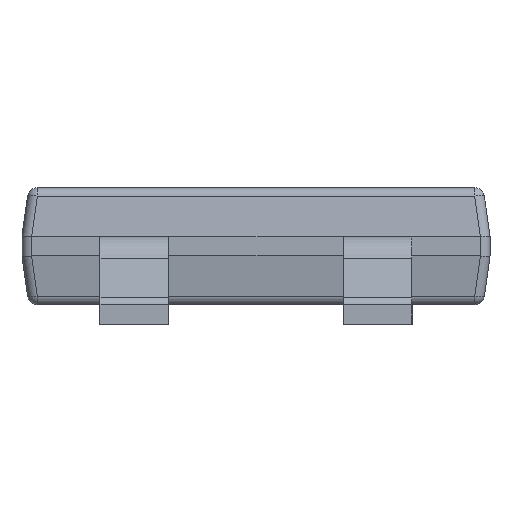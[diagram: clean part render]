
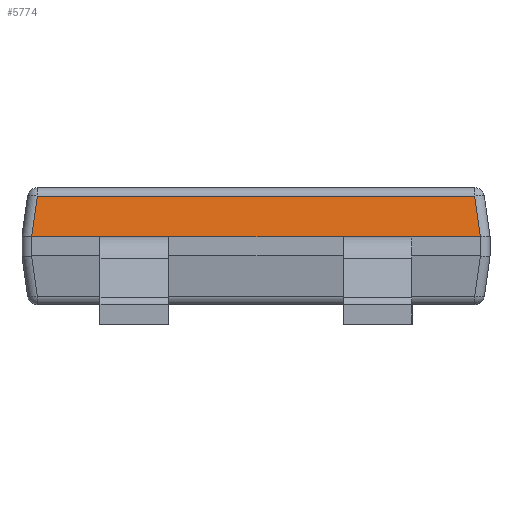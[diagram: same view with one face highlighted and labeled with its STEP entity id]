
A CAD part, left-side view. The second image highlights one B-rep face of the part: STEP entity #5774.
In plain terms, the highlighted planar face has unit normal (-0.99, 0, 0.139).
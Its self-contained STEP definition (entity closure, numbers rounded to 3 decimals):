
#542 = EDGE_CURVE ( 'NONE', #5064, #10860, #8434, .T. ) ;
#1572 = VERTEX_POINT ( 'NONE', #8289 ) ;
#2201 = VECTOR ( 'NONE', #7598, 1000. ) ;
#2369 = CARTESIAN_POINT ( 'NONE',  ( -1.787, -2.188, 1.702 ) ) ;
#2386 = CARTESIAN_POINT ( 'NONE',  ( -1.9, 2.301, 0.9 ) ) ;
#2546 = LINE ( 'NONE', #2369, #2201 ) ;
#2985 = FACE_OUTER_BOUND ( 'NONE', #4813, .T. ) ;
#3253 = DIRECTION ( 'NONE',  ( 0., 1., 0. ) ) ;
#3457 = PLANE ( 'NONE',  #11225 ) ;
#3540 = CARTESIAN_POINT ( 'NONE',  ( -1.83, 0., 1.4 ) ) ;
#4379 = CARTESIAN_POINT ( 'NONE',  ( -1.9, 2.3, 0.9 ) ) ;
#4813 = EDGE_LOOP ( 'NONE', ( #14027, #13664, #8517, #10693, #9976, #10588 ) ) ;
#4848 = VECTOR ( 'NONE', #3253, 1000. ) ;
#5064 = VERTEX_POINT ( 'NONE', #7494 ) ;
#5459 = VECTOR ( 'NONE', #12223, 1000. ) ;
#5523 = DIRECTION ( 'NONE',  ( 0., 1., 0. ) ) ;
#5603 = DIRECTION ( 'NONE',  ( -0.99, 0., 0.139 ) ) ;
#5774 = ADVANCED_FACE ( 'NONE', ( #2985 ), #3457, .T. ) ;
#7020 = EDGE_CURVE ( 'NONE', #16170, #12664, #2546, .T. ) ;
#7201 = LINE ( 'NONE', #8455, #4848 ) ;
#7494 = CARTESIAN_POINT ( 'NONE',  ( -1.9, -2.3, 0.9 ) ) ;
#7523 = EDGE_CURVE ( 'NONE', #1572, #14994, #8467, .T. ) ;
#7598 = DIRECTION ( 'NONE',  ( 0.138, 0.138, 0.981 ) ) ;
#7760 = CARTESIAN_POINT ( 'NONE',  ( -1.842, -2.243, 1.314 ) ) ;
#8289 = CARTESIAN_POINT ( 'NONE',  ( -1.842, 2.243, 1.314 ) ) ;
#8434 = LINE ( 'NONE', #10465, #9743 ) ;
#8455 = CARTESIAN_POINT ( 'NONE',  ( -1.842, 0., 1.314 ) ) ;
#8467 = LINE ( 'NONE', #16216, #5459 ) ;
#8493 = EDGE_CURVE ( 'NONE', #14994, #10860, #14624, .T. ) ;
#8517 = ORIENTED_EDGE ( 'NONE', *, *, #7020, .T. ) ;
#8708 = CARTESIAN_POINT ( 'NONE',  ( -1.9, 2.3, 0.9 ) ) ;
#8732 = CARTESIAN_POINT ( 'NONE',  ( -1.9, 2.301, 0.9 ) ) ;
#8748 = CARTESIAN_POINT ( 'NONE',  ( -1.9, -2.3, 0.9 ) ) ;
#8873 = CARTESIAN_POINT ( 'NONE',  ( -1.9, 2.3, 0.9 ) ) ;
#9113 = EDGE_CURVE ( 'NONE', #5064, #16170, #9712, .T. ) ;
#9712 =( BOUNDED_CURVE ( )  B_SPLINE_CURVE ( 3, ( #8748, #13849, #9905, #12582 ),
 .UNSPECIFIED., .F., .T. ) 
 B_SPLINE_CURVE_WITH_KNOTS ( ( 4, 4 ),
 ( 0., 0.01 ),
 .UNSPECIFIED. ) 
 CURVE ( )  GEOMETRIC_REPRESENTATION_ITEM ( )  RATIONAL_B_SPLINE_CURVE ( ( 1., 1., 1., 1. ) ) 
 REPRESENTATION_ITEM ( '' )  );
#9743 = VECTOR ( 'NONE', #9773, 1000. ) ;
#9773 = DIRECTION ( 'NONE',  ( 0., 1., 0. ) ) ;
#9905 = CARTESIAN_POINT ( 'NONE',  ( -1.9, -2.301, 0.9 ) ) ;
#9976 = ORIENTED_EDGE ( 'NONE', *, *, #7523, .T. ) ;
#10033 = CARTESIAN_POINT ( 'NONE',  ( -1.9, 2.301, 0.9 ) ) ;
#10465 = CARTESIAN_POINT ( 'NONE',  ( -1.9, 2.4, 0.9 ) ) ;
#10588 = ORIENTED_EDGE ( 'NONE', *, *, #8493, .T. ) ;
#10685 = EDGE_CURVE ( 'NONE', #12664, #1572, #7201, .T. ) ;
#10693 = ORIENTED_EDGE ( 'NONE', *, *, #10685, .T. ) ;
#10860 = VERTEX_POINT ( 'NONE', #4379 ) ;
#11197 = CARTESIAN_POINT ( 'NONE',  ( -1.9, -2.301, 0.9 ) ) ;
#11225 = AXIS2_PLACEMENT_3D ( 'NONE', #3540, #5603, #5523 ) ;
#12223 = DIRECTION ( 'NONE',  ( -0.138, 0.138, -0.981 ) ) ;
#12582 = CARTESIAN_POINT ( 'NONE',  ( -1.9, -2.301, 0.9 ) ) ;
#12664 = VERTEX_POINT ( 'NONE', #7760 ) ;
#13664 = ORIENTED_EDGE ( 'NONE', *, *, #9113, .T. ) ;
#13849 = CARTESIAN_POINT ( 'NONE',  ( -1.9, -2.3, 0.9 ) ) ;
#14027 = ORIENTED_EDGE ( 'NONE', *, *, #542, .F. ) ;
#14624 =( BOUNDED_CURVE ( )  B_SPLINE_CURVE ( 3, ( #2386, #10033, #8708, #8873 ),
 .UNSPECIFIED., .F., .F. ) 
 B_SPLINE_CURVE_WITH_KNOTS ( ( 4, 4 ),
 ( 6.274, 6.283 ),
 .UNSPECIFIED. ) 
 CURVE ( )  GEOMETRIC_REPRESENTATION_ITEM ( )  RATIONAL_B_SPLINE_CURVE ( ( 1., 1., 1., 1. ) ) 
 REPRESENTATION_ITEM ( '' )  );
#14994 = VERTEX_POINT ( 'NONE', #8732 ) ;
#16170 = VERTEX_POINT ( 'NONE', #11197 ) ;
#16216 = CARTESIAN_POINT ( 'NONE',  ( -1.787, 2.188, 1.702 ) ) ;
